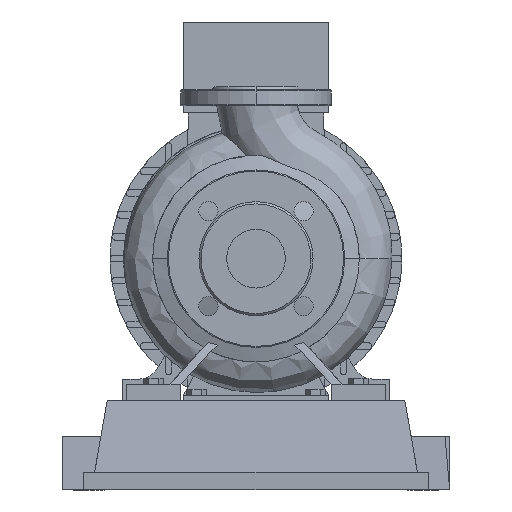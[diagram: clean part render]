
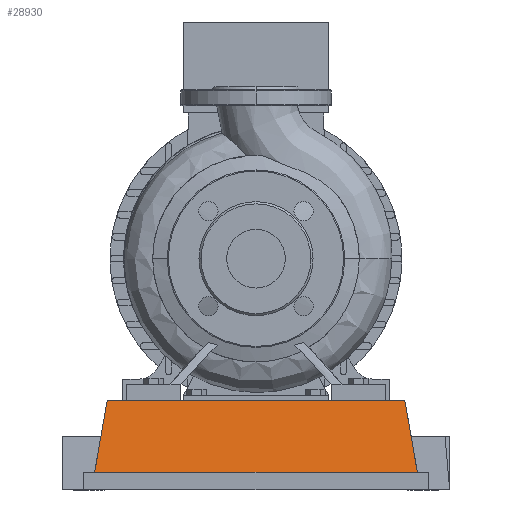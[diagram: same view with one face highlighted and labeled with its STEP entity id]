
A CAD part, left-side view. The second image highlights one B-rep face of the part: STEP entity #28930.
In plain terms, the highlighted planar face has unit normal (-0.985, 0, 0.174).
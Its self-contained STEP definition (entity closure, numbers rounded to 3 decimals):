
#27186=CARTESIAN_POINT('',(-65.,-150.,16.6));
#27187=VERTEX_POINT('',#27186);
#27194=CARTESIAN_POINT('',(-65.,150.0,16.6));
#27195=VERTEX_POINT('',#27194);
#27196=CARTESIAN_POINT('',(-65.,-150.,16.6));
#27197=DIRECTION('',(0.0,1.0,0.0));
#27198=VECTOR('',#27197,300.0);
#27199=LINE('',#27196,#27198);
#27200=EDGE_CURVE('',#27187,#27195,#27199,.T.);
#28664=CARTESIAN_POINT('',(-53.292,-138.292,83.0));
#28665=VERTEX_POINT('',#28664);
#28672=CARTESIAN_POINT('',(-65.,-150.,16.6));
#28673=DIRECTION('',(0.171,0.171,0.97));
#28674=VECTOR('',#28673,68.433);
#28675=LINE('',#28672,#28674);
#28676=EDGE_CURVE('',#27187,#28665,#28675,.T.);
#28907=CARTESIAN_POINT('',(-65.,-150.,16.6));
#28908=DIRECTION('',(-0.985,0.,0.174));
#28909=DIRECTION('',(0.0,-1.0,0.0));
#28910=AXIS2_PLACEMENT_3D('',#28907,#28908,#28909);
#28911=PLANE('',#28910);
#28912=CARTESIAN_POINT('',(-53.292,138.292,83.0));
#28913=VERTEX_POINT('',#28912);
#28914=CARTESIAN_POINT('',(-53.292,-138.292,83.0));
#28915=DIRECTION('',(0.0,1.0,0.0));
#28916=VECTOR('',#28915,276.584);
#28917=LINE('',#28914,#28916);
#28918=EDGE_CURVE('',#28665,#28913,#28917,.T.);
#28919=ORIENTED_EDGE('',*,*,#28918,.T.);
#28920=CARTESIAN_POINT('',(-65.,150.0,16.6));
#28921=DIRECTION('',(0.171,-0.171,0.97));
#28922=VECTOR('',#28921,68.433);
#28923=LINE('',#28920,#28922);
#28924=EDGE_CURVE('',#27195,#28913,#28923,.T.);
#28925=ORIENTED_EDGE('',*,*,#28924,.F.);
#28926=ORIENTED_EDGE('',*,*,#27200,.F.);
#28927=ORIENTED_EDGE('',*,*,#28676,.T.);
#28928=EDGE_LOOP('',(#28919,#28925,#28926,#28927));
#28929=FACE_OUTER_BOUND('',#28928,.T.);
#28930=ADVANCED_FACE('',(#28929),#28911,.T.);
